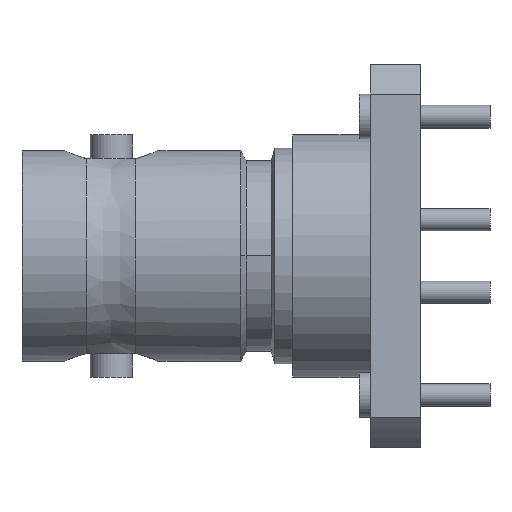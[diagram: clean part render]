
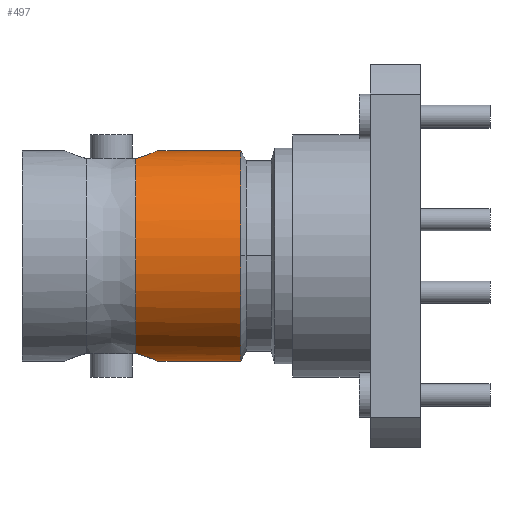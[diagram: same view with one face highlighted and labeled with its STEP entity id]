
A CAD part, top view. The second image highlights one B-rep face of the part: STEP entity #497.
In plain terms, the highlighted cylindrical face has radius 4.801 mm (diameter 9.601 mm), a partial arc.
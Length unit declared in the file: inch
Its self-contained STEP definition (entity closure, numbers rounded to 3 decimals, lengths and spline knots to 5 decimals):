
#31 = CARTESIAN_POINT ( 'NONE',  ( 0.20621, 0.1755, 0.07015 ) ) ;
#100 = VERTEX_POINT ( 'NONE', #3847 ) ;
#120 = CARTESIAN_POINT ( 'NONE',  ( 0.244, 0.189, 0. ) ) ;
#298 = CARTESIAN_POINT ( 'NONE',  ( 2.10873, 0.1755, 0.07015 ) ) ;
#327 = LINE ( 'NONE', #698, #3356 ) ;
#451 = CARTESIAN_POINT ( 'NONE',  ( 0.244, -0.189, 0. ) ) ;
#497 = ADVANCED_FACE ( 'NONE', ( #929 ), #4489, .T. ) ;
#507 = ORIENTED_EDGE ( 'NONE', *, *, #1139, .T. ) ;
#672 = ORIENTED_EDGE ( 'NONE', *, *, #4431, .T. ) ;
#698 = CARTESIAN_POINT ( 'NONE',  ( 2.10873, 0.189, 0. ) ) ;
#781 = CARTESIAN_POINT ( 'NONE',  ( 0.20439, -0.1755, 0.07015 ) ) ;
#787 = CARTESIAN_POINT ( 'NONE',  ( 0.39218, 0., 0. ) ) ;
#796 = CARTESIAN_POINT ( 'NONE',  ( 0.21192, -0.177, 0.06639 ) ) ;
#847 = ORIENTED_EDGE ( 'NONE', *, *, #2095, .T. ) ;
#873 = CARTESIAN_POINT ( 'NONE',  ( 2.10873, 0., 0. ) ) ;
#875 = VERTEX_POINT ( 'NONE', #3084 ) ;
#887 = AXIS2_PLACEMENT_3D ( 'NONE', #873, #2335, #3767 ) ;
#929 = FACE_OUTER_BOUND ( 'NONE', #1381, .T. ) ;
#1139 = EDGE_CURVE ( 'NONE', #2569, #3387, #3486, .T. ) ;
#1151 = CARTESIAN_POINT ( 'NONE',  ( 0.23711, -0.18602, 0.03403 ) ) ;
#1207 = CARTESIAN_POINT ( 'NONE',  ( 0.244, 0.189, 0. ) ) ;
#1250 = ORIENTED_EDGE ( 'NONE', *, *, #2514, .T. ) ;
#1263 = CARTESIAN_POINT ( 'NONE',  ( 2.10873, -0.1755, 0.07015 ) ) ;
#1287 = DIRECTION ( 'NONE',  ( 0., 0., 1. ) ) ;
#1363 = CARTESIAN_POINT ( 'NONE',  ( 0.39218, 0., 0. ) ) ;
#1381 = EDGE_LOOP ( 'NONE', ( #2772, #507, #4401, #4182, #847, #1250, #3507, #672, #2430 ) ) ;
#1384 = DIRECTION ( 'NONE',  ( 0., 0., 1. ) ) ;
#1435 = VERTEX_POINT ( 'NONE', #3403 ) ;
#1458 = CARTESIAN_POINT ( 'NONE',  ( 0.22715, 0.18204, 0.05233 ) ) ;
#1550 = CARTESIAN_POINT ( 'NONE',  ( 0.244, -0.189, 0.00704 ) ) ;
#1566 = DIRECTION ( 'NONE',  ( 1., 0., 0. ) ) ;
#1833 = CARTESIAN_POINT ( 'NONE',  ( 0.23043, -0.18335, 0.04631 ) ) ;
#1835 = B_SPLINE_CURVE_WITH_KNOTS ( 'NONE', 3,
 ( #3982, #796, #2949, #4333, #1833, #1151, #3960, #3001, #1550, #2179 ),
 .UNSPECIFIED., .F., .F.,
 ( 4, 2, 2, 2, 4 ),
 ( 0., 0.25, 0.5, 0.75, 1. ),
 .UNSPECIFIED. ) ;
#2000 = DIRECTION ( 'NONE',  ( 0., -1., 0. ) ) ;
#2012 = CIRCLE ( 'NONE', #4616, 0.189 ) ;
#2013 = AXIS2_PLACEMENT_3D ( 'NONE', #787, #3417, #1287 ) ;
#2095 = EDGE_CURVE ( 'NONE', #3790, #2715, #2293, .T. ) ;
#2123 = DIRECTION ( 'NONE',  ( 1., 0., 0. ) ) ;
#2179 = CARTESIAN_POINT ( 'NONE',  ( 0.244, -0.189, 0. ) ) ;
#2248 = VECTOR ( 'NONE', #1566, 39.37008 ) ;
#2293 = LINE ( 'NONE', #1263, #2248 ) ;
#2335 = DIRECTION ( 'NONE',  ( 1., 0., 0. ) ) ;
#2336 = CIRCLE ( 'NONE', #3306, 0.189 ) ;
#2376 = EDGE_CURVE ( 'NONE', #3387, #2858, #2799, .T. ) ;
#2430 = ORIENTED_EDGE ( 'NONE', *, *, #3444, .T. ) ;
#2514 = EDGE_CURVE ( 'NONE', #2715, #4224, #1835, .T. ) ;
#2569 = VERTEX_POINT ( 'NONE', #120 ) ;
#2577 = DIRECTION ( 'NONE',  ( 1., 0., 0. ) ) ;
#2641 = CARTESIAN_POINT ( 'NONE',  ( 0.244, 0.189, 0.01406 ) ) ;
#2657 = CARTESIAN_POINT ( 'NONE',  ( 0.20621, -0.1755, 0.07015 ) ) ;
#2715 = VERTEX_POINT ( 'NONE', #2657 ) ;
#2731 = EDGE_CURVE ( 'NONE', #2858, #3790, #2336, .T. ) ;
#2772 = ORIENTED_EDGE ( 'NONE', *, *, #3660, .F. ) ;
#2799 = LINE ( 'NONE', #298, #3302 ) ;
#2858 = VERTEX_POINT ( 'NONE', #3889 ) ;
#2949 = CARTESIAN_POINT ( 'NONE',  ( 0.21712, -0.17863, 0.06197 ) ) ;
#3001 = CARTESIAN_POINT ( 'NONE',  ( 0.24313, -0.18861, 0.014 ) ) ;
#3049 = VECTOR ( 'NONE', #2577, 39.37008 ) ;
#3084 = CARTESIAN_POINT ( 'NONE',  ( 0.39218, 0., 0.189 ) ) ;
#3132 = CIRCLE ( 'NONE', #2013, 0.189 ) ;
#3240 = CARTESIAN_POINT ( 'NONE',  ( 0.24039, 0.18733, 0.02801 ) ) ;
#3302 = VECTOR ( 'NONE', #4225, 39.37008 ) ;
#3306 = AXIS2_PLACEMENT_3D ( 'NONE', #3405, #4135, #2000 ) ;
#3356 = VECTOR ( 'NONE', #2123, 39.37008 ) ;
#3387 = VERTEX_POINT ( 'NONE', #3971 ) ;
#3403 = CARTESIAN_POINT ( 'NONE',  ( 0.39218, 0.189, 0. ) ) ;
#3405 = CARTESIAN_POINT ( 'NONE',  ( 0.20439, 0., 0. ) ) ;
#3417 = DIRECTION ( 'NONE',  ( -1., 0., 0. ) ) ;
#3444 = EDGE_CURVE ( 'NONE', #875, #1435, #3132, .T. ) ;
#3486 = B_SPLINE_CURVE_WITH_KNOTS ( 'NONE', 3,
 ( #1207, #2641, #3240, #1458, #4068, #31 ),
 .UNSPECIFIED., .F., .F.,
 ( 4, 2, 4 ),
 ( 0., 0.5, 1. ),
 .UNSPECIFIED. ) ;
#3507 = ORIENTED_EDGE ( 'NONE', *, *, #4131, .T. ) ;
#3660 = EDGE_CURVE ( 'NONE', #2569, #1435, #327, .T. ) ;
#3767 = DIRECTION ( 'NONE',  ( 0., -1., 0. ) ) ;
#3790 = VERTEX_POINT ( 'NONE', #781 ) ;
#3844 = DIRECTION ( 'NONE',  ( -1., 0., 0. ) ) ;
#3847 = CARTESIAN_POINT ( 'NONE',  ( 0.39218, -0.189, 0. ) ) ;
#3889 = CARTESIAN_POINT ( 'NONE',  ( 0.20439, 0.1755, 0.07015 ) ) ;
#3960 = CARTESIAN_POINT ( 'NONE',  ( 0.23963, -0.18709, 0.02766 ) ) ;
#3971 = CARTESIAN_POINT ( 'NONE',  ( 0.20621, 0.1755, 0.07015 ) ) ;
#3982 = CARTESIAN_POINT ( 'NONE',  ( 0.20621, -0.1755, 0.07015 ) ) ;
#4057 = CARTESIAN_POINT ( 'NONE',  ( 2.10873, -0.189, 0. ) ) ;
#4068 = CARTESIAN_POINT ( 'NONE',  ( 0.21762, 0.17851, 0.06263 ) ) ;
#4131 = EDGE_CURVE ( 'NONE', #4224, #100, #4377, .T. ) ;
#4135 = DIRECTION ( 'NONE',  ( 1., 0., 0. ) ) ;
#4182 = ORIENTED_EDGE ( 'NONE', *, *, #2731, .T. ) ;
#4224 = VERTEX_POINT ( 'NONE', #451 ) ;
#4225 = DIRECTION ( 'NONE',  ( -1., 0., 0. ) ) ;
#4333 = CARTESIAN_POINT ( 'NONE',  ( 0.22647, -0.18184, 0.05182 ) ) ;
#4377 = LINE ( 'NONE', #4057, #3049 ) ;
#4401 = ORIENTED_EDGE ( 'NONE', *, *, #2376, .T. ) ;
#4431 = EDGE_CURVE ( 'NONE', #100, #875, #2012, .T. ) ;
#4489 = CYLINDRICAL_SURFACE ( 'NONE', #887, 0.189 ) ;
#4616 = AXIS2_PLACEMENT_3D ( 'NONE', #1363, #3844, #1384 ) ;
